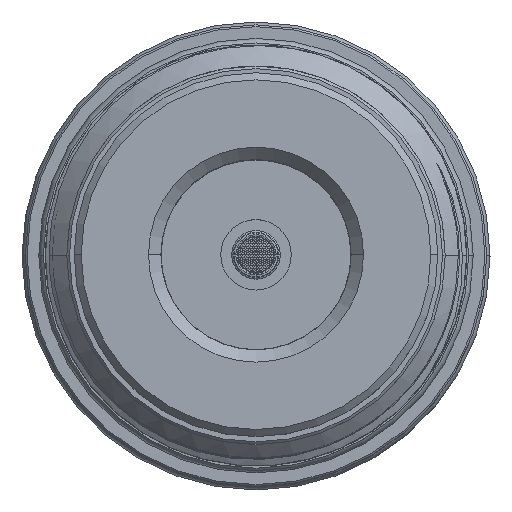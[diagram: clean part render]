
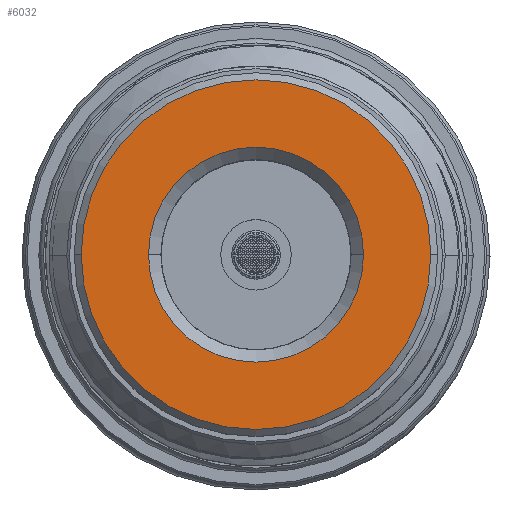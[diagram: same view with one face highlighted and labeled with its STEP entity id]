
A CAD part, top view. The second image highlights one B-rep face of the part: STEP entity #6032.
In plain terms, the highlighted planar face has unit normal (0, 0, 1).
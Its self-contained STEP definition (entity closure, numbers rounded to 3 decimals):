
#962 = CIRCLE ( 'NONE', #35095, 12.2 ) ;
#968 = CARTESIAN_POINT ( 'NONE',  ( -19.84, 0., 89.528 ) ) ;
#2556 = CARTESIAN_POINT ( 'NONE',  ( 0., 0., 89.528 ) ) ;
#3750 = EDGE_CURVE ( 'NONE', #19072, #37231, #962, .T. ) ;
#4499 = CARTESIAN_POINT ( 'NONE',  ( -12.2, 0., 89.528 ) ) ;
#4917 = VERTEX_POINT ( 'NONE', #28513 ) ;
#5054 = AXIS2_PLACEMENT_3D ( 'NONE', #30160, #42832, #21373 ) ;
#5084 = DIRECTION ( 'NONE',  ( -1., 0., 0. ) ) ;
#5493 = ORIENTED_EDGE ( 'NONE', *, *, #24840, .F. ) ;
#5783 = AXIS2_PLACEMENT_3D ( 'NONE', #7777, #15461, #20333 ) ;
#5947 = DIRECTION ( 'NONE',  ( 1., 0., 0. ) ) ;
#6032 = ADVANCED_FACE ( 'NONE', ( #32027, #50118 ), #28569, .F. ) ;
#7777 = CARTESIAN_POINT ( 'NONE',  ( 0., 0., 89.528 ) ) ;
#9889 = DIRECTION ( 'NONE',  ( 0., 0., 1. ) ) ;
#11195 = DIRECTION ( 'NONE',  ( 1., 0., 0. ) ) ;
#14491 = CIRCLE ( 'NONE', #22496, 19.84 ) ;
#15461 = DIRECTION ( 'NONE',  ( 0., 0., -1. ) ) ;
#17073 = ORIENTED_EDGE ( 'NONE', *, *, #3750, .F. ) ;
#19072 = VERTEX_POINT ( 'NONE', #31788 ) ;
#20333 = DIRECTION ( 'NONE',  ( -1., 0., 0. ) ) ;
#21373 = DIRECTION ( 'NONE',  ( -1., 0., 0. ) ) ;
#22496 = AXIS2_PLACEMENT_3D ( 'NONE', #47535, #47724, #5084 ) ;
#23923 = DIRECTION ( 'NONE',  ( 0., 0., 1. ) ) ;
#24840 = EDGE_CURVE ( 'NONE', #51771, #4917, #36968, .T. ) ;
#28513 = CARTESIAN_POINT ( 'NONE',  ( 19.84, 0., 89.528 ) ) ;
#28569 = PLANE ( 'NONE',  #5783 ) ;
#30160 = CARTESIAN_POINT ( 'NONE',  ( 0., 0., 89.528 ) ) ;
#30253 = EDGE_CURVE ( 'NONE', #37231, #19072, #32853, .T. ) ;
#30929 = AXIS2_PLACEMENT_3D ( 'NONE', #31197, #9889, #5947 ) ;
#31197 = CARTESIAN_POINT ( 'NONE',  ( 0., 0., 89.528 ) ) ;
#31788 = CARTESIAN_POINT ( 'NONE',  ( 12.2, 0., 89.528 ) ) ;
#32027 = FACE_OUTER_BOUND ( 'NONE', #50263, .T. ) ;
#32853 = CIRCLE ( 'NONE', #30929, 12.2 ) ;
#35095 = AXIS2_PLACEMENT_3D ( 'NONE', #2556, #23923, #11195 ) ;
#36968 = CIRCLE ( 'NONE', #5054, 19.84 ) ;
#37231 = VERTEX_POINT ( 'NONE', #4499 ) ;
#39528 = EDGE_LOOP ( 'NONE', ( #17073, #41205 ) ) ;
#41205 = ORIENTED_EDGE ( 'NONE', *, *, #30253, .F. ) ;
#42832 = DIRECTION ( 'NONE',  ( 0., 0., -1. ) ) ;
#45952 = EDGE_CURVE ( 'NONE', #4917, #51771, #14491, .T. ) ;
#47535 = CARTESIAN_POINT ( 'NONE',  ( 0., 0., 89.528 ) ) ;
#47724 = DIRECTION ( 'NONE',  ( 0., 0., -1. ) ) ;
#50118 = FACE_BOUND ( 'NONE', #39528, .T. ) ;
#50263 = EDGE_LOOP ( 'NONE', ( #5493, #51726 ) ) ;
#51726 = ORIENTED_EDGE ( 'NONE', *, *, #45952, .F. ) ;
#51771 = VERTEX_POINT ( 'NONE', #968 ) ;
